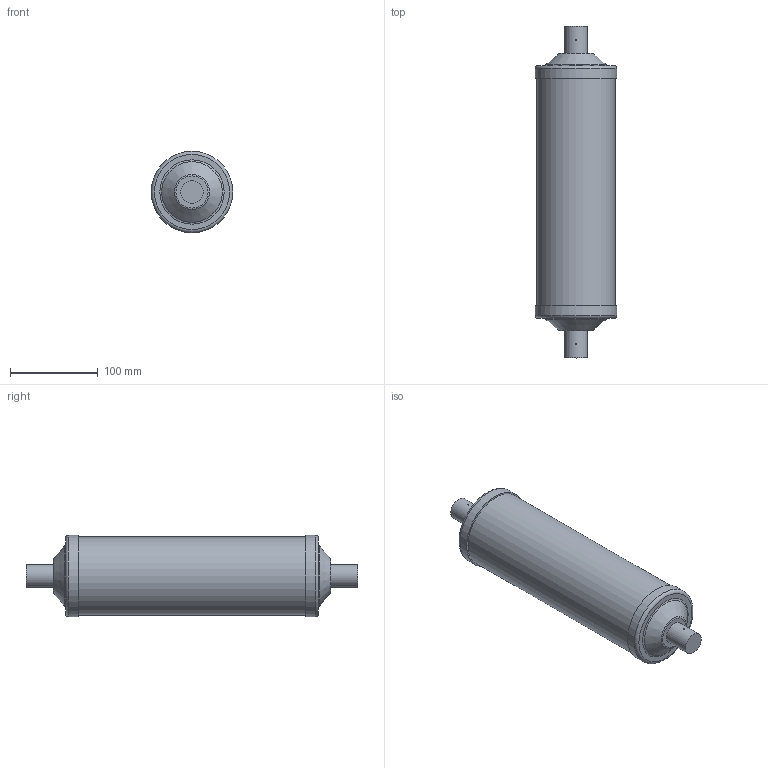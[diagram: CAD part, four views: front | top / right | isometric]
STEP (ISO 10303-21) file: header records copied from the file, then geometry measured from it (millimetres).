
FILE_DESCRIPTION(('TFLEX Exchange Step'),'2;1');
FILE_NAME('023B7138R - DFL 757s TW.stp', '2023-06-13T10:31:56+03:00',('RUCO2978'),('Unknown organisation'),'TFLEX Exchange 2022.1','T-FLEX CAD','Unknown authorisation');
FILE_SCHEMA( ('AP242_MANAGED_MODEL_BASED_3D_ENGINEERING_MIM_LF {1 0 10303 442 1 1 4 }') );
Length unit declared in the file: millimetre
Products named in the file (1): Nodes
Bounding box: 92.9 x 378 x 92.9 mm (x, y, z)
Volume: 1901852.3 mm3; surface area: 101257.7 mm2
Topology: 1 solids, 1 shells, 25 faces, 61 edges, 48 vertices
Faces by surface type: plane 8, cylinder 6, torus 6, cone 3, sphere 2
Full cylindrical faces by diameter (mm): 25.5 x2, 88.9 x1, 92.9 x2
Entity records: 881 total; most frequent: CARTESIAN_POINT 243, DIRECTION 134, ORIENTED_EDGE 96, AXIS2_PLACEMENT_3D 67, VERTEX_POINT 48, EDGE_CURVE 48, EDGE_LOOP 48, FACE_BOUND 48
